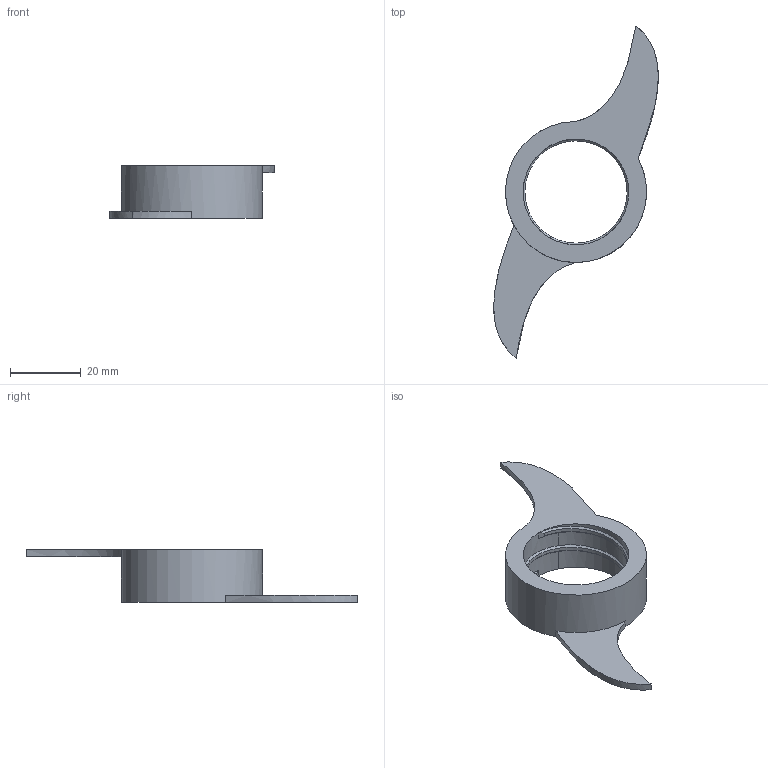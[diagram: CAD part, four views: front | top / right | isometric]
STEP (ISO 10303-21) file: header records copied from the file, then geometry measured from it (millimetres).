
FILE_DESCRIPTION(/* description */ (''),/* implementation_level */ '2;1');
FILE_NAME(/* name */ 'kneading blade - v2.stp',/* time_stamp */ '2022-07-29T18:59:04+05:30',/* author */ ('techv'),/* organization */ (''),/* preprocessor_version */ 'ST-DEVELOPER v19',/* originating_system */ 'Autodesk Inventor 2023',/* authorisation */ '');
FILE_SCHEMA (('AUTOMOTIVE_DESIGN { 1 0 10303 214 3 1 1 }'));
Length unit declared in the file: millimetre
Products named in the file (1): kneading blade
Bounding box: 46.64 x 94.1 x 15 mm (x, y, z)
Volume: 9732.5 mm3; surface area: 6024.2 mm2
Topology: 1 solids, 1 shells, 22 faces, 63 edges, 50 vertices
Faces by surface type: cylinder 8, bspline 8, plane 6
Full cylindrical faces by diameter (mm): 29 x1, 30 x2, 40 x1
Entity records: 1217 total; most frequent: CARTESIAN_POINT 680, ORIENTED_EDGE 112, DIRECTION 66, EDGE_CURVE 56, VERTEX_POINT 36, B_SPLINE_CURVE_WITH_KNOTS 32, AXIS2_PLACEMENT_3D 26, EDGE_LOOP 24
